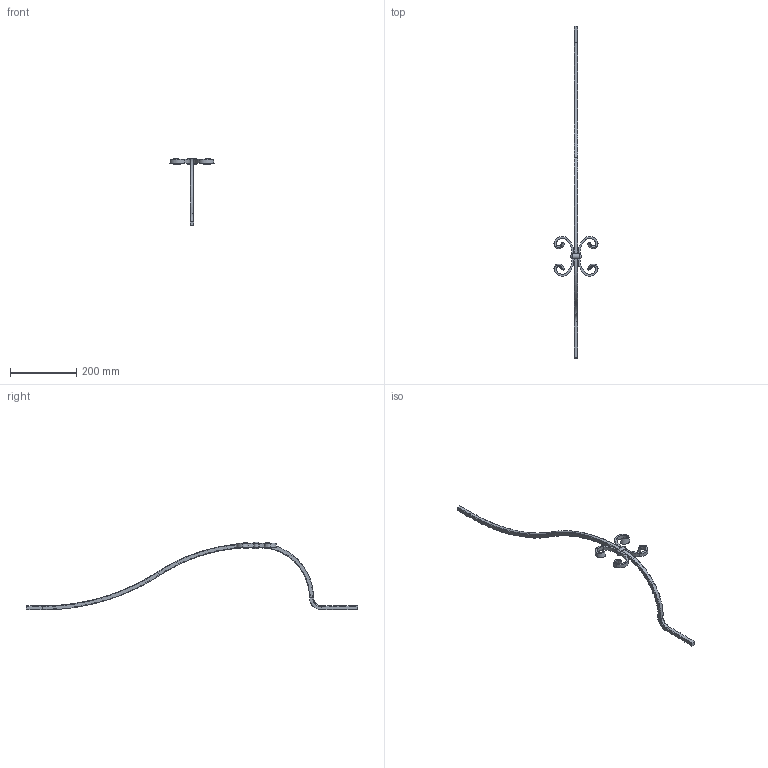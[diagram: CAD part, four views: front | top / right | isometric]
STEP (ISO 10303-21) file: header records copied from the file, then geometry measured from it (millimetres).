
FILE_DESCRIPTION (( 'STEP AP203' ), '1' );
FILE_NAME ('1712.STEP', '2020-06-04T06:43:12', ( '' ), ( '' ), 'SwSTEP 2.0', 'SolidWorks 2015', '' );
FILE_SCHEMA (( 'CONFIG_CONTROL_DESIGN' ));
Length unit declared in the file: millimetre
Products named in the file (9): 1712 Teil1; 1712 Teil2; 1712 Teil2_1712 Teil2; 1712; 1712 Teil3; 1712 Teil3_1712 Teil3
Assembly tree (5 placements, depth 2):
  1712 Teil2
  1712 Teil2
  1712
    1712 Teil1
    1712 Teil2_1712 Teil2  x2
    1712 Teil3_1712 Teil3
  1712
    1712 Teil1
  1712 Teil3
Bounding box: 132.62 x 1000 x 204 mm (x, y, z)
Volume: 201645.3 mm3; surface area: 77375.6 mm2
Topology: 4 solids, 4 shells, 453 faces, 1534 edges, 938 vertices
Faces by surface type: torus 176, plane 156, bspline 78, cylinder 43
Entity records: 23680 total; most frequent: CARTESIAN_POINT 11531, ORIENTED_EDGE 2536, DIRECTION 2286, EDGE_CURVE 1268, AXIS2_PLACEMENT_3D 934, VERTEX_POINT 870, CIRCLE 570, EDGE_LOOP 434
